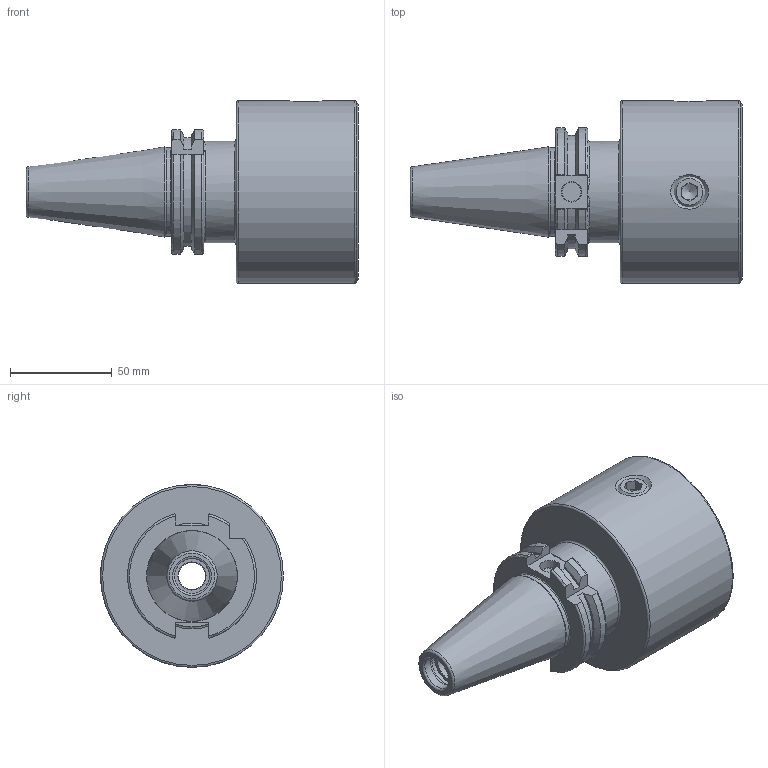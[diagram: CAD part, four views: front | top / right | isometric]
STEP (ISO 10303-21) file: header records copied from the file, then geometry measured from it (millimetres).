
FILE_DESCRIPTION(/* description */ (''),/* implementation_level */ '2;1');
FILE_NAME(/* name */ '01-0709 SK40-S46-95.stp',/* time_stamp */ '2023-02-10T11:36:21+09:00',/* author */ ('YSH'),/* organization */ (''),/* preprocessor_version */ 'ST-DEVELOPER v18.1',/* originating_system */ 'Autodesk Inventor 2022',/* authorisation */ '');
FILE_SCHEMA (('AUTOMOTIVE_DESIGN { 1 0 10303 214 3 1 1 }'));
Length unit declared in the file: millimetre
Products named in the file (3): LO-SK40-S46-95; LO-SK40-S46-95_1; M10x1.0x16.5L
Assembly tree (3 placements, depth 2):
  LO-SK40-S46-95
    LO-SK40-S46-95_1
    M10x1.0x16.5L  x2
Bounding box: 163.4 x 90 x 90 mm (x, y, z)
Volume: 420585.8 mm3; surface area: 61804.8 mm2
Topology: 3 solids, 3 shells, 128 faces, 325 edges, 207 vertices
Faces by surface type: plane 61, cylinder 26, cone 21, torus 18, bspline 2
Full cylindrical faces by diameter (mm): 8 x2, 8.5 x1, 10 x1, 13.5 x1, 13.835 x1, 14.376 x2, 16 x2, 17 x1, 17.6 x1, 43.8 x1, 46 x1, 47.2 x1, 50 x1, 90 x1
Entity records: 3715 total; most frequent: CARTESIAN_POINT 988, DIRECTION 555, ORIENTED_EDGE 552, EDGE_CURVE 276, AXIS2_PLACEMENT_3D 219, VERTEX_POINT 180, EDGE_LOOP 122, LINE 117
